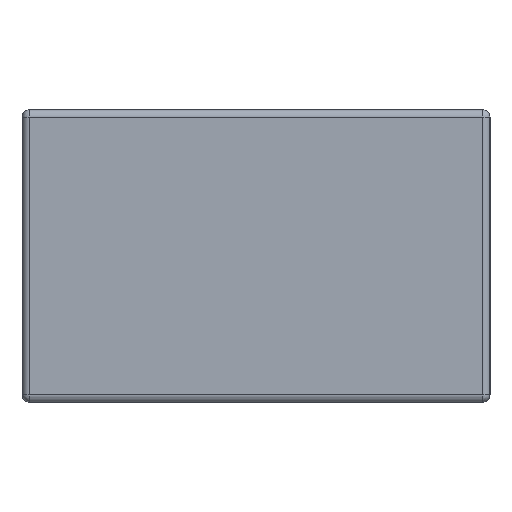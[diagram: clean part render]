
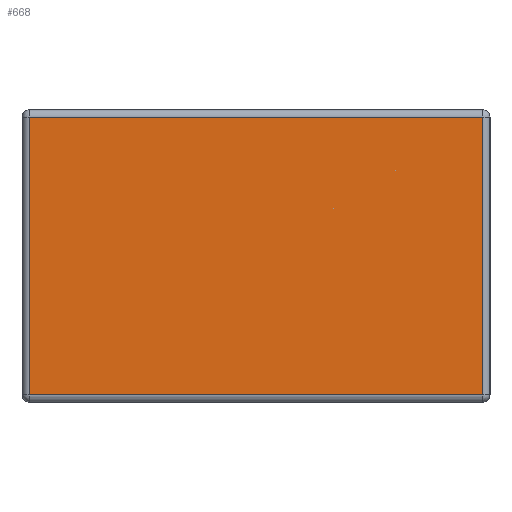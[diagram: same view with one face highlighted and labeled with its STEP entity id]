
A CAD part, left-side view. The second image highlights one B-rep face of the part: STEP entity #668.
In plain terms, the highlighted planar face has unit normal (-1, 0, 0).
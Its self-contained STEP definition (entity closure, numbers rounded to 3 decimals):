
#62=FACE_OUTER_BOUND('',#108,.T.);
#108=EDGE_LOOP('',(#503,#504,#505,#506));
#152=LINE('',#1074,#208);
#153=LINE('',#1082,#209);
#156=LINE('',#1087,#212);
#158=LINE('',#1090,#214);
#208=VECTOR('',#850,10.);
#209=VECTOR('',#861,10.);
#212=VECTOR('',#868,10.);
#214=VECTOR('',#872,10.);
#304=VERTEX_POINT('',#1056);
#306=VERTEX_POINT('',#1061);
#308=VERTEX_POINT('',#1070);
#309=VERTEX_POINT('',#1076);
#373=EDGE_CURVE('',#304,#308,#152,.T.);
#377=EDGE_CURVE('',#309,#306,#153,.T.);
#380=EDGE_CURVE('',#308,#309,#156,.T.);
#382=EDGE_CURVE('',#306,#304,#158,.T.);
#503=ORIENTED_EDGE('',*,*,#377,.F.);
#504=ORIENTED_EDGE('',*,*,#380,.F.);
#505=ORIENTED_EDGE('',*,*,#373,.F.);
#506=ORIENTED_EDGE('',*,*,#382,.F.);
#638=PLANE('',#734);
#668=ADVANCED_FACE('',(#62),#638,.T.);
#734=AXIS2_PLACEMENT_3D('',#1091,#873,#874);
#850=DIRECTION('',(0.,0.,1.));
#861=DIRECTION('',(0.,0.,-1.));
#868=DIRECTION('',(0.,-1.,0.));
#872=DIRECTION('',(0.,1.,0.));
#873=DIRECTION('center_axis',(-1.,0.,0.));
#874=DIRECTION('ref_axis',(0.,-1.,0.));
#1056=CARTESIAN_POINT('',(-1.6,0.775,0.025));
#1061=CARTESIAN_POINT('',(-1.6,-0.775,0.025));
#1070=CARTESIAN_POINT('',(-1.6,0.775,0.975));
#1074=CARTESIAN_POINT('',(-1.6,0.775,0.));
#1076=CARTESIAN_POINT('',(-1.6,-0.775,0.975));
#1082=CARTESIAN_POINT('',(-1.6,-0.775,0.));
#1087=CARTESIAN_POINT('',(-1.6,0.4,0.975));
#1090=CARTESIAN_POINT('',(-1.6,0.4,0.025));
#1091=CARTESIAN_POINT('Origin',(-1.6,0.8,0.));
